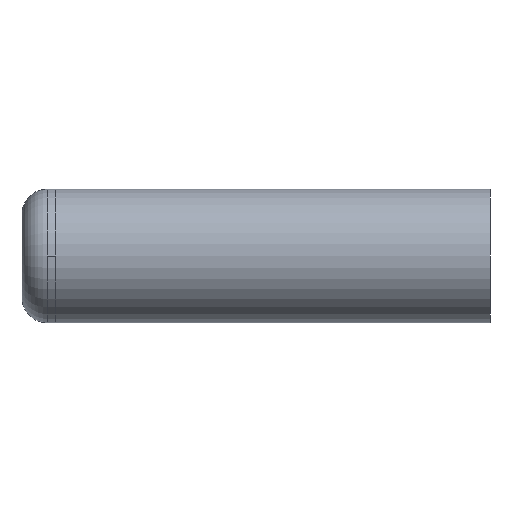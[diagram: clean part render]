
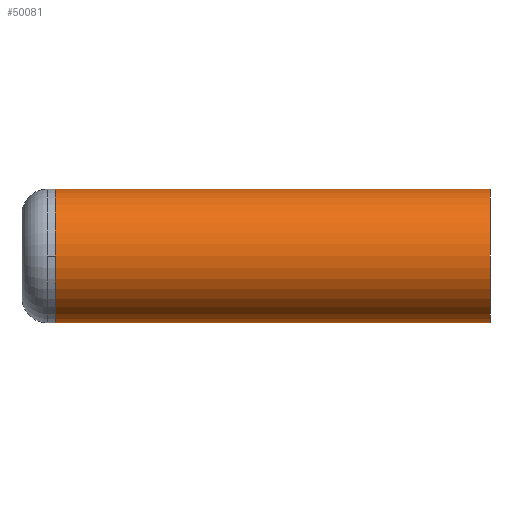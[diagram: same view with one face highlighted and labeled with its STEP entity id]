
A CAD part, left-side view. The second image highlights one B-rep face of the part: STEP entity #50081.
In plain terms, the highlighted cylindrical face has radius 4 mm (diameter 8 mm), a partial arc.
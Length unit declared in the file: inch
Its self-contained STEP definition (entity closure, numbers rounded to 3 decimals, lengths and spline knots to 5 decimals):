
#105 = EDGE_LOOP ( 'NONE', ( #1339, #20542, #52943, #55769 ) ) ;
#1339 = ORIENTED_EDGE ( 'NONE', *, *, #21343, .T. ) ;
#1741 = EDGE_CURVE ( 'NONE', #55581, #2480, #34160, .T. ) ;
#1780 = CARTESIAN_POINT ( 'NONE',  ( -0.11811, 0., -0.15748 ) ) ;
#2480 = VERTEX_POINT ( 'NONE', #20133 ) ;
#9509 = VERTEX_POINT ( 'NONE', #20343 ) ;
#10532 = EDGE_CURVE ( 'NONE', #9509, #21556, #12113, .T. ) ;
#12113 = CIRCLE ( 'NONE', #20202, 0.15748 ) ;
#14295 = DIRECTION ( 'NONE',  ( 1., 0., 0. ) ) ;
#16036 = VECTOR ( 'NONE', #37681, 39.37008 ) ;
#16640 = DIRECTION ( 'NONE',  ( 0., 0., -1. ) ) ;
#20133 = CARTESIAN_POINT ( 'NONE',  ( -0.11811, 1.02362, 0.15748 ) ) ;
#20202 = AXIS2_PLACEMENT_3D ( 'NONE', #39174, #43955, #34696 ) ;
#20343 = CARTESIAN_POINT ( 'NONE',  ( -0.11811, 0., -0.15748 ) ) ;
#20507 = CARTESIAN_POINT ( 'NONE',  ( -0.11811, 0., 0.15748 ) ) ;
#20542 = ORIENTED_EDGE ( 'NONE', *, *, #1741, .F. ) ;
#20783 = LINE ( 'NONE', #20507, #16036 ) ;
#21343 = EDGE_CURVE ( 'NONE', #21556, #2480, #20783, .T. ) ;
#21556 = VERTEX_POINT ( 'NONE', #40175 ) ;
#22754 = CYLINDRICAL_SURFACE ( 'NONE', #48976, 0.15748 ) ;
#22857 = VECTOR ( 'NONE', #27178, 39.37008 ) ;
#24894 = CARTESIAN_POINT ( 'NONE',  ( -0.11811, 1.02362, -0.15748 ) ) ;
#27178 = DIRECTION ( 'NONE',  ( 0., 1., 0. ) ) ;
#31066 = EDGE_CURVE ( 'NONE', #9509, #55581, #48283, .T. ) ;
#34160 = CIRCLE ( 'NONE', #44041, 0.15748 ) ;
#34696 = DIRECTION ( 'NONE',  ( 0., 0., -1. ) ) ;
#35445 = FACE_OUTER_BOUND ( 'NONE', #105, .T. ) ;
#37681 = DIRECTION ( 'NONE',  ( 0., 1., 0. ) ) ;
#39174 = CARTESIAN_POINT ( 'NONE',  ( -0.11811, 0., 0. ) ) ;
#39922 = DIRECTION ( 'NONE',  ( 0., 1., 0. ) ) ;
#40175 = CARTESIAN_POINT ( 'NONE',  ( -0.11811, 0., 0.15748 ) ) ;
#42007 = CARTESIAN_POINT ( 'NONE',  ( -0.11811, 1.02362, 0. ) ) ;
#43955 = DIRECTION ( 'NONE',  ( 0., 1., 0. ) ) ;
#44041 = AXIS2_PLACEMENT_3D ( 'NONE', #42007, #51278, #16640 ) ;
#48283 = LINE ( 'NONE', #1780, #22857 ) ;
#48976 = AXIS2_PLACEMENT_3D ( 'NONE', #52599, #39922, #14295 ) ;
#50081 = ADVANCED_FACE ( 'NONE', ( #35445 ), #22754, .T. ) ;
#51278 = DIRECTION ( 'NONE',  ( 0., 1., 0. ) ) ;
#52599 = CARTESIAN_POINT ( 'NONE',  ( -0.11811, 0., 0. ) ) ;
#52943 = ORIENTED_EDGE ( 'NONE', *, *, #31066, .F. ) ;
#55581 = VERTEX_POINT ( 'NONE', #24894 ) ;
#55769 = ORIENTED_EDGE ( 'NONE', *, *, #10532, .T. ) ;
